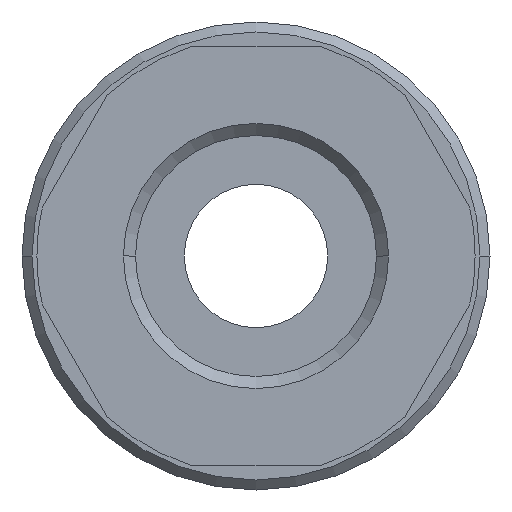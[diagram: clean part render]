
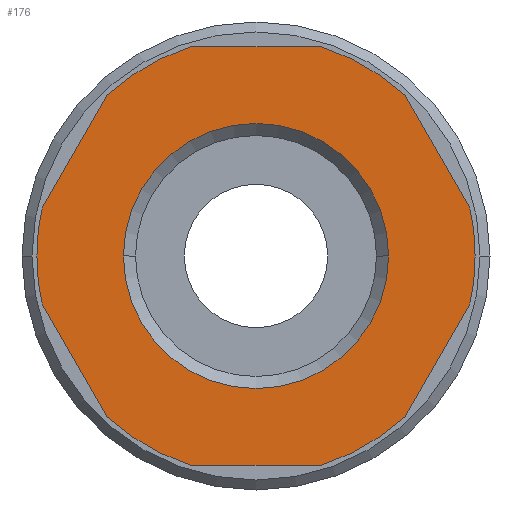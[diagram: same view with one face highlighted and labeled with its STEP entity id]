
A CAD part, front view. The second image highlights one B-rep face of the part: STEP entity #176.
In plain terms, the highlighted planar face has unit normal (0, -1, 0).
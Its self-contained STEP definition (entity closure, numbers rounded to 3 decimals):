
#176=ADVANCED_FACE('',(#456,#457),#458,.T.);
#456=FACE_BOUND('',#851,.T.);
#457=FACE_OUTER_BOUND('',#852,.T.);
#458=PLANE('',#853);
#851=EDGE_LOOP('',(#1305,#1306));
#852=EDGE_LOOP('',(#1307,#1308,#1309,#1310,#1311,#1312,#1313,#1314,#1315,#1316,#1317,#1318,#1319,#1320));
#853=AXIS2_PLACEMENT_3D('',#1321,#1322,#1323);
#1305=ORIENTED_EDGE('',*,*,#2286,.T.);
#1306=ORIENTED_EDGE('',*,*,#2287,.T.);
#1307=ORIENTED_EDGE('',*,*,#2288,.F.);
#1308=ORIENTED_EDGE('',*,*,#2289,.F.);
#1309=ORIENTED_EDGE('',*,*,#2290,.F.);
#1310=ORIENTED_EDGE('',*,*,#2265,.F.);
#1311=ORIENTED_EDGE('',*,*,#2291,.F.);
#1312=ORIENTED_EDGE('',*,*,#2292,.F.);
#1313=ORIENTED_EDGE('',*,*,#2293,.F.);
#1314=ORIENTED_EDGE('',*,*,#2294,.F.);
#1315=ORIENTED_EDGE('',*,*,#2295,.F.);
#1316=ORIENTED_EDGE('',*,*,#2296,.F.);
#1317=ORIENTED_EDGE('',*,*,#2297,.F.);
#1318=ORIENTED_EDGE('',*,*,#2298,.F.);
#1319=ORIENTED_EDGE('',*,*,#2299,.F.);
#1320=ORIENTED_EDGE('',*,*,#2300,.F.);
#1321=CARTESIAN_POINT('',(5.5,0.0,0.0));
#1322=DIRECTION('',(-0.0,-1.0,-0.0));
#1323=DIRECTION('',(-1.0,0.0,0.0));
#2265=EDGE_CURVE('',#2686,#2682,#2688,.T.);
#2286=EDGE_CURVE('',#2723,#2724,#2725,.T.);
#2287=EDGE_CURVE('',#2724,#2723,#2726,.T.);
#2288=EDGE_CURVE('',#2727,#2728,#2729,.T.);
#2289=EDGE_CURVE('',#2730,#2727,#2731,.T.);
#2290=EDGE_CURVE('',#2682,#2730,#2732,.T.);
#2291=EDGE_CURVE('',#2733,#2686,#2734,.T.);
#2292=EDGE_CURVE('',#2735,#2733,#2736,.T.);
#2293=EDGE_CURVE('',#2737,#2735,#2738,.T.);
#2294=EDGE_CURVE('',#2739,#2737,#2740,.T.);
#2295=EDGE_CURVE('',#2741,#2739,#2742,.T.);
#2296=EDGE_CURVE('',#2743,#2741,#2744,.T.);
#2297=EDGE_CURVE('',#2745,#2743,#2746,.T.);
#2298=EDGE_CURVE('',#2747,#2745,#2748,.T.);
#2299=EDGE_CURVE('',#2749,#2747,#2750,.T.);
#2300=EDGE_CURVE('',#2728,#2749,#2751,.T.);
#2682=VERTEX_POINT('',#3304);
#2686=VERTEX_POINT('',#3309);
#2688=CIRCLE('',#3312,11.0);
#2723=VERTEX_POINT('',#3353);
#2724=VERTEX_POINT('',#3354);
#2725=CIRCLE('',#3355,6.655);
#2726=CIRCLE('',#3356,6.655);
#2727=VERTEX_POINT('',#3357);
#2728=VERTEX_POINT('',#3358);
#2729=LINE('',#3359,#3360);
#2730=VERTEX_POINT('',#3361);
#2731=CIRCLE('',#3362,11.0);
#2732=LINE('',#3363,#3364);
#2733=VERTEX_POINT('',#3365);
#2734=LINE('',#3366,#3367);
#2735=VERTEX_POINT('',#3368);
#2736=CIRCLE('',#3369,11.0);
#2737=VERTEX_POINT('',#3370);
#2738=CIRCLE('',#3371,11.0);
#2739=VERTEX_POINT('',#3372);
#2740=LINE('',#3373,#3374);
#2741=VERTEX_POINT('',#3375);
#2742=CIRCLE('',#3376,11.0);
#2743=VERTEX_POINT('',#3377);
#2744=LINE('',#3378,#3379);
#2745=VERTEX_POINT('',#3380);
#2746=CIRCLE('',#3381,11.0);
#2747=VERTEX_POINT('',#3382);
#2748=LINE('',#3383,#3384);
#2749=VERTEX_POINT('',#3385);
#2750=CIRCLE('',#3386,11.0);
#2751=CIRCLE('',#3387,11.0);
#3304=CARTESIAN_POINT('',(3.279,0.0,-10.5));
#3309=CARTESIAN_POINT('',(7.454,0.0,-8.089));
#3312=AXIS2_PLACEMENT_3D('',#4127,#4128,#4129);
#3353=CARTESIAN_POINT('',(-6.655,0.0,0.));
#3354=CARTESIAN_POINT('',(6.655,0.0,0.));
#3355=AXIS2_PLACEMENT_3D('',#4163,#4164,#4165);
#3356=AXIS2_PLACEMENT_3D('',#4166,#4167,#4168);
#3357=CARTESIAN_POINT('',(-7.454,0.0,-8.089));
#3358=CARTESIAN_POINT('',(-10.733,0.0,-2.411));
#3359=CARTESIAN_POINT('',(-8.406,0.0,-6.441));
#3360=VECTOR('',#4169,1.0);
#3361=CARTESIAN_POINT('',(-3.279,0.0,-10.5));
#3362=AXIS2_PLACEMENT_3D('',#4170,#4171,#4172);
#3363=CARTESIAN_POINT('',(2.75,0.0,-10.5));
#3364=VECTOR('',#4173,1.0);
#3365=CARTESIAN_POINT('',(10.733,0.0,-2.411));
#3366=CARTESIAN_POINT('',(9.781,0.0,-4.059));
#3367=VECTOR('',#4174,1.0);
#3368=CARTESIAN_POINT('',(11.0,0.0,0.));
#3369=AXIS2_PLACEMENT_3D('',#4175,#4176,#4177);
#3370=CARTESIAN_POINT('',(10.733,0.0,2.411));
#3371=AXIS2_PLACEMENT_3D('',#4178,#4179,#4180);
#3372=CARTESIAN_POINT('',(7.454,0.0,8.089));
#3373=CARTESIAN_POINT('',(9.781,0.0,4.059));
#3374=VECTOR('',#4181,1.0);
#3375=CARTESIAN_POINT('',(3.279,0.0,10.5));
#3376=AXIS2_PLACEMENT_3D('',#4182,#4183,#4184);
#3377=CARTESIAN_POINT('',(-3.279,0.0,10.5));
#3378=CARTESIAN_POINT('',(2.75,0.0,10.5));
#3379=VECTOR('',#4185,1.0);
#3380=CARTESIAN_POINT('',(-7.454,0.0,8.089));
#3381=AXIS2_PLACEMENT_3D('',#4186,#4187,#4188);
#3382=CARTESIAN_POINT('',(-10.733,0.0,2.411));
#3383=CARTESIAN_POINT('',(-8.406,0.0,6.441));
#3384=VECTOR('',#4189,1.0);
#3385=CARTESIAN_POINT('',(-11.0,0.0,0.));
#3386=AXIS2_PLACEMENT_3D('',#4190,#4191,#4192);
#3387=AXIS2_PLACEMENT_3D('',#4193,#4194,#4195);
#4127=CARTESIAN_POINT('',(0.0,0.0,0.0));
#4128=DIRECTION('',(-0.0,1.0,0.0));
#4129=DIRECTION('',(1.0,0.0,0.0));
#4163=CARTESIAN_POINT('',(0.0,0.0,0.0));
#4164=DIRECTION('',(-0.0,1.0,0.0));
#4165=DIRECTION('',(1.0,0.0,0.0));
#4166=CARTESIAN_POINT('',(0.0,0.0,0.0));
#4167=DIRECTION('',(-0.0,1.0,0.0));
#4168=DIRECTION('',(1.0,0.0,0.0));
#4169=DIRECTION('',(-0.5,0.0,0.866));
#4170=CARTESIAN_POINT('',(0.0,0.0,0.0));
#4171=DIRECTION('',(-0.0,1.0,0.0));
#4172=DIRECTION('',(1.0,0.0,0.0));
#4173=DIRECTION('',(-1.0,0.0,0.0));
#4174=DIRECTION('',(-0.5,0.0,-0.866));
#4175=CARTESIAN_POINT('',(0.0,0.0,0.0));
#4176=DIRECTION('',(-0.0,1.0,0.0));
#4177=DIRECTION('',(1.0,0.0,0.0));
#4178=CARTESIAN_POINT('',(0.0,0.0,0.0));
#4179=DIRECTION('',(-0.0,1.0,0.0));
#4180=DIRECTION('',(1.0,0.0,0.0));
#4181=DIRECTION('',(0.5,0.0,-0.866));
#4182=CARTESIAN_POINT('',(0.0,0.0,0.0));
#4183=DIRECTION('',(-0.0,1.0,0.0));
#4184=DIRECTION('',(1.0,0.0,0.0));
#4185=DIRECTION('',(1.0,-0.0,0.));
#4186=CARTESIAN_POINT('',(0.0,0.0,0.0));
#4187=DIRECTION('',(-0.0,1.0,0.0));
#4188=DIRECTION('',(1.0,0.0,0.0));
#4189=DIRECTION('',(0.5,-0.0,0.866));
#4190=CARTESIAN_POINT('',(0.0,0.0,0.0));
#4191=DIRECTION('',(-0.0,1.0,0.0));
#4192=DIRECTION('',(1.0,0.0,0.0));
#4193=CARTESIAN_POINT('',(0.0,0.0,0.0));
#4194=DIRECTION('',(-0.0,1.0,0.0));
#4195=DIRECTION('',(1.0,0.0,0.0));
